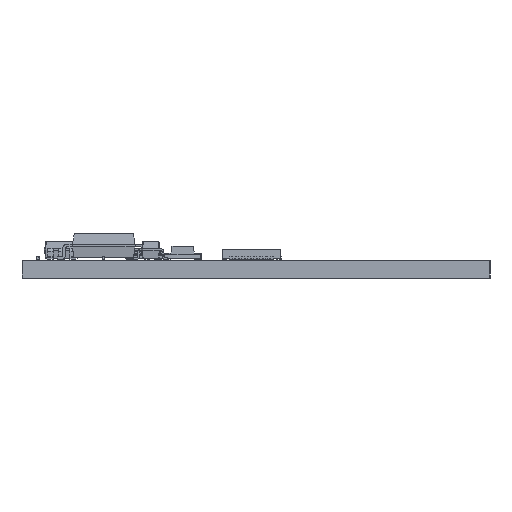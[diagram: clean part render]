
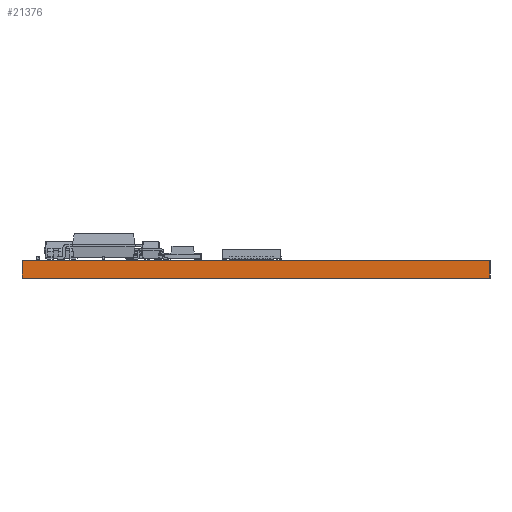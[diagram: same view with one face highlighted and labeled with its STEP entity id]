
A CAD part, left-side view. The second image highlights one B-rep face of the part: STEP entity #21376.
In plain terms, the highlighted planar face has unit normal (-1, 0, 0).
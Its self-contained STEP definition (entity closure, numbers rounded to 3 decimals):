
#21320 = VERTEX_POINT('',#21321);
#21321 = CARTESIAN_POINT('',(69.85,-119.675,1.51));
#21327 = EDGE_CURVE('',#21328,#21320,#21330,.T.);
#21328 = VERTEX_POINT('',#21329);
#21329 = CARTESIAN_POINT('',(69.85,-119.675,0.));
#21330 = LINE('',#21331,#21332);
#21331 = CARTESIAN_POINT('',(69.85,-119.675,0.));
#21332 = VECTOR('',#21333,1.);
#21333 = DIRECTION('',(0.,0.,1.));
#21376 = ADVANCED_FACE('',(#21377),#21402,.T.);
#21377 = FACE_BOUND('',#21378,.T.);
#21378 = EDGE_LOOP('',(#21379,#21380,#21388,#21396));
#21379 = ORIENTED_EDGE('',*,*,#21327,.T.);
#21380 = ORIENTED_EDGE('',*,*,#21381,.T.);
#21381 = EDGE_CURVE('',#21320,#21382,#21384,.T.);
#21382 = VERTEX_POINT('',#21383);
#21383 = CARTESIAN_POINT('',(69.85,-80.05,1.51));
#21384 = LINE('',#21385,#21386);
#21385 = CARTESIAN_POINT('',(69.85,-119.675,1.51));
#21386 = VECTOR('',#21387,1.);
#21387 = DIRECTION('',(0.,1.,0.));
#21388 = ORIENTED_EDGE('',*,*,#21389,.F.);
#21389 = EDGE_CURVE('',#21390,#21382,#21392,.T.);
#21390 = VERTEX_POINT('',#21391);
#21391 = CARTESIAN_POINT('',(69.85,-80.05,0.));
#21392 = LINE('',#21393,#21394);
#21393 = CARTESIAN_POINT('',(69.85,-80.05,0.));
#21394 = VECTOR('',#21395,1.);
#21395 = DIRECTION('',(0.,0.,1.));
#21396 = ORIENTED_EDGE('',*,*,#21397,.F.);
#21397 = EDGE_CURVE('',#21328,#21390,#21398,.T.);
#21398 = LINE('',#21399,#21400);
#21399 = CARTESIAN_POINT('',(69.85,-119.675,0.));
#21400 = VECTOR('',#21401,1.);
#21401 = DIRECTION('',(0.,1.,0.));
#21402 = PLANE('',#21403);
#21403 = AXIS2_PLACEMENT_3D('',#21404,#21405,#21406);
#21404 = CARTESIAN_POINT('',(69.85,-119.675,0.));
#21405 = DIRECTION('',(-1.,0.,0.));
#21406 = DIRECTION('',(0.,1.,0.));
